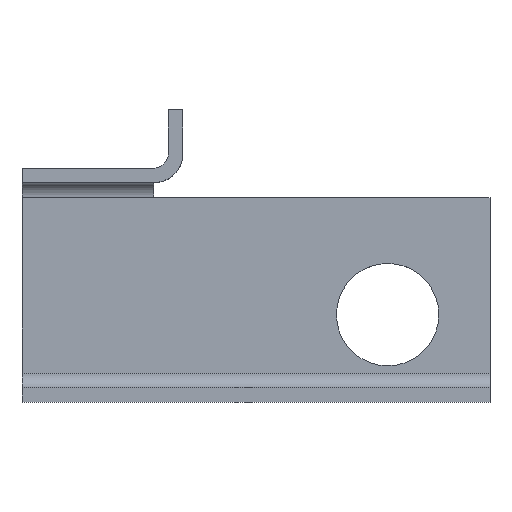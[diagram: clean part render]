
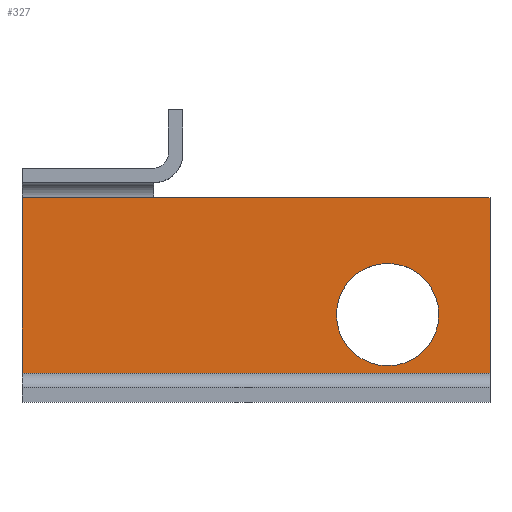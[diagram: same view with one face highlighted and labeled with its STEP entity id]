
A CAD part, top view. The second image highlights one B-rep face of the part: STEP entity #327.
In plain terms, the highlighted planar face has unit normal (0, 0, 1).
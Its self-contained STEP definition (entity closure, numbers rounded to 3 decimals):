
#72 = VERTEX_POINT('',#73);
#73 = CARTESIAN_POINT('',(27.5,-6.,1.));
#201 = VERTEX_POINT('',#202);
#202 = CARTESIAN_POINT('',(-4.5,-6.,1.));
#209 = EDGE_CURVE('',#72,#201,#210,.T.);
#210 = LINE('',#211,#212);
#211 = CARTESIAN_POINT('',(4.5,-6.,1.));
#212 = VECTOR('',#213,1.);
#213 = DIRECTION('',(-1.,0.,0.));
#226 = VERTEX_POINT('',#227);
#227 = CARTESIAN_POINT('',(27.5,6.,1.));
#233 = EDGE_CURVE('',#226,#72,#234,.T.);
#234 = LINE('',#235,#236);
#235 = CARTESIAN_POINT('',(27.5,6.,1.));
#236 = VECTOR('',#237,1.);
#237 = DIRECTION('',(0.,-1.,0.));
#327 = ADVANCED_FACE('',(#328,#354),#365,.T.);
#328 = FACE_BOUND('',#329,.T.);
#329 = EDGE_LOOP('',(#330,#338,#339,#340,#348));
#330 = ORIENTED_EDGE('',*,*,#331,.F.);
#331 = EDGE_CURVE('',#201,#332,#334,.T.);
#332 = VERTEX_POINT('',#333);
#333 = CARTESIAN_POINT('',(-4.5,6.,1.));
#334 = LINE('',#335,#336);
#335 = CARTESIAN_POINT('',(-4.5,-6.,1.));
#336 = VECTOR('',#337,1.);
#337 = DIRECTION('',(0.,1.,0.));
#338 = ORIENTED_EDGE('',*,*,#209,.F.);
#339 = ORIENTED_EDGE('',*,*,#233,.F.);
#340 = ORIENTED_EDGE('',*,*,#341,.F.);
#341 = EDGE_CURVE('',#342,#226,#344,.T.);
#342 = VERTEX_POINT('',#343);
#343 = CARTESIAN_POINT('',(4.5,6.,1.));
#344 = LINE('',#345,#346);
#345 = CARTESIAN_POINT('',(4.5,6.,1.));
#346 = VECTOR('',#347,1.);
#347 = DIRECTION('',(1.,0.,0.));
#348 = ORIENTED_EDGE('',*,*,#349,.F.);
#349 = EDGE_CURVE('',#332,#342,#350,.T.);
#350 = LINE('',#351,#352);
#351 = CARTESIAN_POINT('',(-4.5,6.,1.));
#352 = VECTOR('',#353,1.);
#353 = DIRECTION('',(1.,0.,0.));
#354 = FACE_BOUND('',#355,.T.);
#355 = EDGE_LOOP('',(#356));
#356 = ORIENTED_EDGE('',*,*,#357,.F.);
#357 = EDGE_CURVE('',#358,#358,#360,.T.);
#358 = VERTEX_POINT('',#359);
#359 = CARTESIAN_POINT('',(24.,-2.,1.));
#360 = CIRCLE('',#361,3.5);
#361 = AXIS2_PLACEMENT_3D('',#362,#363,#364);
#362 = CARTESIAN_POINT('',(20.5,-2.,1.));
#363 = DIRECTION('',(0.,0.,1.));
#364 = DIRECTION('',(1.,0.,0.));
#365 = PLANE('',#366);
#366 = AXIS2_PLACEMENT_3D('',#367,#368,#369);
#367 = CARTESIAN_POINT('',(11.5,0.,1.));
#368 = DIRECTION('',(0.,0.,1.));
#369 = DIRECTION('',(1.,0.,0.));
